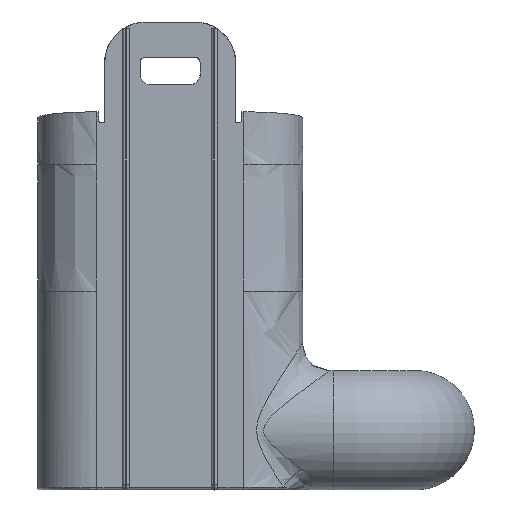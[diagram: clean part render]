
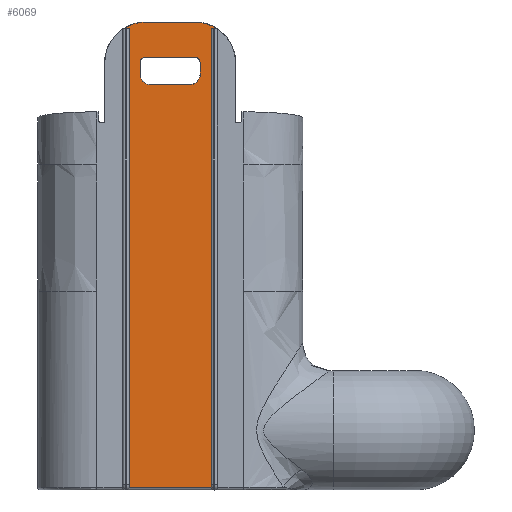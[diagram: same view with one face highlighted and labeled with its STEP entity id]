
A CAD part, left-side view. The second image highlights one B-rep face of the part: STEP entity #6069.
In plain terms, the highlighted planar face has unit normal (-1, 0, 0).
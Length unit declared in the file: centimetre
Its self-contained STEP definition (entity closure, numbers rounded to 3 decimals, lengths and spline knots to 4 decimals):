
#29=FACE_BOUND($,#954,.T.);
#30=FACE_BOUND($,#955,.T.);
#48=ELLIPSE($,#6417,0.1001,0.1);
#49=ELLIPSE($,#6418,0.2002,0.2);
#50=ELLIPSE($,#6419,0.2002,0.2);
#51=ELLIPSE($,#6420,0.1001,0.1);
#52=ELLIPSE($,#6421,0.7509,0.75);
#53=ELLIPSE($,#6422,0.7509,0.75);
#954=EDGE_LOOP($,(#4916,#4917,#4918,#4919,#4920,#4921,#4922,#4923));
#955=EDGE_LOOP($,(#4924,#4925,#4926,#4927,#4928,#4929,#4930,#4931));
#1216=LINE($,#10540,#1642);
#1289=LINE($,#13474,#1715);
#1292=LINE($,#13480,#1718);
#1294=LINE($,#13487,#1720);
#1295=LINE($,#13491,#1721);
#1296=LINE($,#13495,#1722);
#1297=LINE($,#13499,#1723);
#1298=LINE($,#13502,#1724);
#1299=LINE($,#13504,#1725);
#1300=LINE($,#13508,#1726);
#1642=VECTOR($,#6870,1.5095);
#1715=VECTOR($,#7201,8.4376);
#1718=VECTOR($,#7208,0.1114);
#1720=VECTOR($,#7216,0.9248);
#1721=VECTOR($,#7219,0.2085);
#1722=VECTOR($,#7222,0.7087);
#1723=VECTOR($,#7225,0.2085);
#1724=VECTOR($,#7228,8.4376);
#1725=VECTOR($,#7229,0.1133);
#1726=VECTOR($,#7232,0.9076);
#2492=VERTEX_POINT($,#10537);
#2493=VERTEX_POINT($,#10539);
#2644=VERTEX_POINT($,#13473);
#2645=VERTEX_POINT($,#13479);
#2646=VERTEX_POINT($,#13485);
#2647=VERTEX_POINT($,#13486);
#2648=VERTEX_POINT($,#13488);
#2649=VERTEX_POINT($,#13490);
#2650=VERTEX_POINT($,#13492);
#2651=VERTEX_POINT($,#13494);
#2652=VERTEX_POINT($,#13496);
#2653=VERTEX_POINT($,#13498);
#2654=VERTEX_POINT($,#13501);
#2655=VERTEX_POINT($,#13503);
#2656=VERTEX_POINT($,#13505);
#2657=VERTEX_POINT($,#13507);
#3223=EDGE_CURVE($,#2492,#2493,#1216,.T.);
#3459=EDGE_CURVE($,#2644,#2493,#1289,.T.);
#3462=EDGE_CURVE($,#2645,#2644,#1292,.T.);
#3465=EDGE_CURVE($,#2646,#2647,#1294,.T.);
#3466=EDGE_CURVE($,#2648,#2647,#48,.T.);
#3467=EDGE_CURVE($,#2648,#2649,#1295,.T.);
#3468=EDGE_CURVE($,#2650,#2649,#49,.T.);
#3469=EDGE_CURVE($,#2651,#2650,#1296,.T.);
#3470=EDGE_CURVE($,#2651,#2652,#50,.T.);
#3471=EDGE_CURVE($,#2653,#2652,#1297,.T.);
#3472=EDGE_CURVE($,#2653,#2646,#51,.T.);
#3473=EDGE_CURVE($,#2492,#2654,#1298,.T.);
#3474=EDGE_CURVE($,#2654,#2655,#1299,.T.);
#3475=EDGE_CURVE($,#2656,#2655,#52,.T.);
#3476=EDGE_CURVE($,#2657,#2656,#1300,.T.);
#3477=EDGE_CURVE($,#2645,#2657,#53,.T.);
#4916=ORIENTED_EDGE($,*,*,#3465,.T.);
#4917=ORIENTED_EDGE($,*,*,#3466,.F.);
#4918=ORIENTED_EDGE($,*,*,#3467,.T.);
#4919=ORIENTED_EDGE($,*,*,#3468,.F.);
#4920=ORIENTED_EDGE($,*,*,#3469,.F.);
#4921=ORIENTED_EDGE($,*,*,#3470,.T.);
#4922=ORIENTED_EDGE($,*,*,#3471,.F.);
#4923=ORIENTED_EDGE($,*,*,#3472,.T.);
#4924=ORIENTED_EDGE($,*,*,#3462,.T.);
#4925=ORIENTED_EDGE($,*,*,#3459,.T.);
#4926=ORIENTED_EDGE($,*,*,#3223,.F.);
#4927=ORIENTED_EDGE($,*,*,#3473,.T.);
#4928=ORIENTED_EDGE($,*,*,#3474,.T.);
#4929=ORIENTED_EDGE($,*,*,#3475,.F.);
#4930=ORIENTED_EDGE($,*,*,#3476,.F.);
#4931=ORIENTED_EDGE($,*,*,#3477,.F.);
#5806=PLANE($,#6416);
#6069=ADVANCED_FACE($,(#29,#30),#5806,.T.);
#6416=AXIS2_PLACEMENT_3D($,#13484,#7214,#7215);
#6417=AXIS2_PLACEMENT_3D($,#13489,#7217,#7218);
#6418=AXIS2_PLACEMENT_3D($,#13493,#7220,#7221);
#6419=AXIS2_PLACEMENT_3D($,#13497,#7223,#7224);
#6420=AXIS2_PLACEMENT_3D($,#13500,#7226,#7227);
#6421=AXIS2_PLACEMENT_3D($,#13506,#7230,#7231);
#6422=AXIS2_PLACEMENT_3D($,#13509,#7233,#7234);
#6870=DIRECTION($,(0.,1.,0.));
#7201=DIRECTION($,(0.,0.,-1.));
#7208=DIRECTION($,(0.,-1.,0.));
#7214=DIRECTION('center_axis',(-1.,0.,0.));
#7215=DIRECTION('ref_axis',(0.,0.,1.));
#7216=DIRECTION($,(0.,-1.,0.));
#7217=DIRECTION('center_axis',(-1.,0.,0.));
#7218=DIRECTION('ref_axis',(0.,0.707,-0.707));
#7219=DIRECTION($,(0.,-0.001,-1.));
#7220=DIRECTION('center_axis',(-1.,0.,0.));
#7221=DIRECTION('ref_axis',(0.,-0.707,-0.707));
#7222=DIRECTION($,(0.,-1.,0.));
#7223=DIRECTION('center_axis',(1.,0.,0.));
#7224=DIRECTION('ref_axis',(0.,-0.707,0.707));
#7225=DIRECTION($,(0.,0.001,-1.));
#7226=DIRECTION('center_axis',(1.,0.,0.));
#7227=DIRECTION('ref_axis',(0.,0.707,0.707));
#7228=DIRECTION($,(0.,0.,1.));
#7229=DIRECTION($,(0.,-1.,0.));
#7230=DIRECTION('center_axis',(1.,0.,0.));
#7231=DIRECTION('ref_axis',(0.,-0.707,0.708));
#7232=DIRECTION($,(0.,-1.,0.));
#7233=DIRECTION('center_axis',(1.,0.,0.));
#7234=DIRECTION('ref_axis',(0.,0.707,0.708));
#10537=CARTESIAN_POINT('',(-16.1268,11.7463,0.05));
#10539=CARTESIAN_POINT('',(-16.1268,13.2557,0.05));
#10540=CARTESIAN_POINT($,(-16.1268,12.5001,0.05));
#13473=CARTESIAN_POINT('',(-16.1268,13.2557,8.4876));
#13474=CARTESIAN_POINT($,(-16.1268,13.2557,3.63));
#13479=CARTESIAN_POINT('',(-16.1268,13.3671,8.4876));
#13480=CARTESIAN_POINT($,(-16.1268,12.8779,8.4876));
#13484=CARTESIAN_POINT('Origin',(-16.1268,12.5,6.5997));
#13485=CARTESIAN_POINT('',(-16.1268,12.9625,7.9637));
#13486=CARTESIAN_POINT('',(-16.1268,12.0376,7.9637));
#13487=CARTESIAN_POINT($,(-16.1268,12.3898,7.9637));
#13488=CARTESIAN_POINT('',(-16.1268,11.946,7.864));
#13489=CARTESIAN_POINT('Origin',(-16.1268,12.046,7.864));
#13490=CARTESIAN_POINT('',(-16.1268,11.9458,7.6555));
#13491=CARTESIAN_POINT($,(-16.1268,11.946,7.96));
#13492=CARTESIAN_POINT('',(-16.1268,12.1457,7.4557));
#13493=CARTESIAN_POINT('Origin',(-16.1268,12.146,7.6558));
#13494=CARTESIAN_POINT('',(-16.1268,12.8544,7.4557));
#13495=CARTESIAN_POINT($,(-16.1268,12.8544,7.4557));
#13496=CARTESIAN_POINT('',(-16.1268,13.0543,7.6555));
#13497=CARTESIAN_POINT('Origin',(-16.1268,12.8541,7.6558));
#13498=CARTESIAN_POINT('',(-16.1268,13.0541,7.864));
#13499=CARTESIAN_POINT($,(-16.1268,13.0541,7.96));
#13500=CARTESIAN_POINT('Origin',(-16.1268,12.9541,7.864));
#13501=CARTESIAN_POINT('',(-16.1268,11.7463,8.4876));
#13502=CARTESIAN_POINT($,(-16.1268,11.7463,7.5436));
#13503=CARTESIAN_POINT('',(-16.1268,11.633,8.4876));
#13504=CARTESIAN_POINT($,(-16.1268,12.0631,8.4876));
#13505=CARTESIAN_POINT('',(-16.1268,12.0463,8.6117));
#13506=CARTESIAN_POINT('Origin',(-16.1268,12.0472,7.8613));
#13507=CARTESIAN_POINT('',(-16.1268,12.9538,8.6117));
#13508=CARTESIAN_POINT($,(-16.1268,12.0479,8.6117));
#13509=CARTESIAN_POINT('Origin',(-16.1268,12.9529,7.8613));
